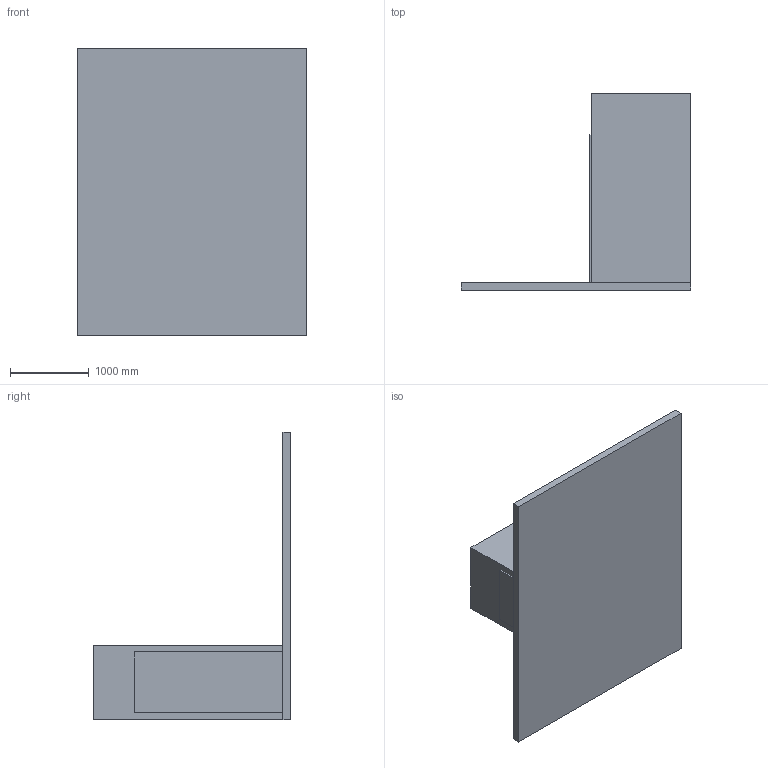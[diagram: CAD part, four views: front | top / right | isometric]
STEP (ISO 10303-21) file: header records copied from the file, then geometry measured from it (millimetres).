
FILE_DESCRIPTION(/* description */ (''),/* implementation_level */ '2;1');
FILE_NAME(/* name */ 'walls.stp',/* time_stamp */ '2021-10-12T21:23:39+01:00',/* author */ (''),/* organization */ (''),/* preprocessor_version */ 'ST-DEVELOPER v18.1',/* originating_system */ 'Autodesk Translation Framework v10.10.0.1391',/* authorisation */ '');
FILE_SCHEMA (('AUTOMOTIVE_DESIGN { 1 0 10303 214 3 1 1 }'));
Length unit declared in the file: metre
Products named in the file (2): walls; door
Assembly tree (1 placements, depth 2):
  walls
    door
Bounding box: 2909 x 2505 x 3651 mm (x, y, z)
Volume: 3975078352 mm3; surface area: 36208990.4 mm2
Topology: 2 solids, 2 shells, 15 faces, 33 edges, 22 vertices
Faces by surface type: plane 15
Entity records: 468 total; most frequent: CARTESIAN_POINT 73, DIRECTION 69, ORIENTED_EDGE 66, LINE 33, VECTOR 33, EDGE_CURVE 33, VERTEX_POINT 22, AXIS2_PLACEMENT_3D 18
